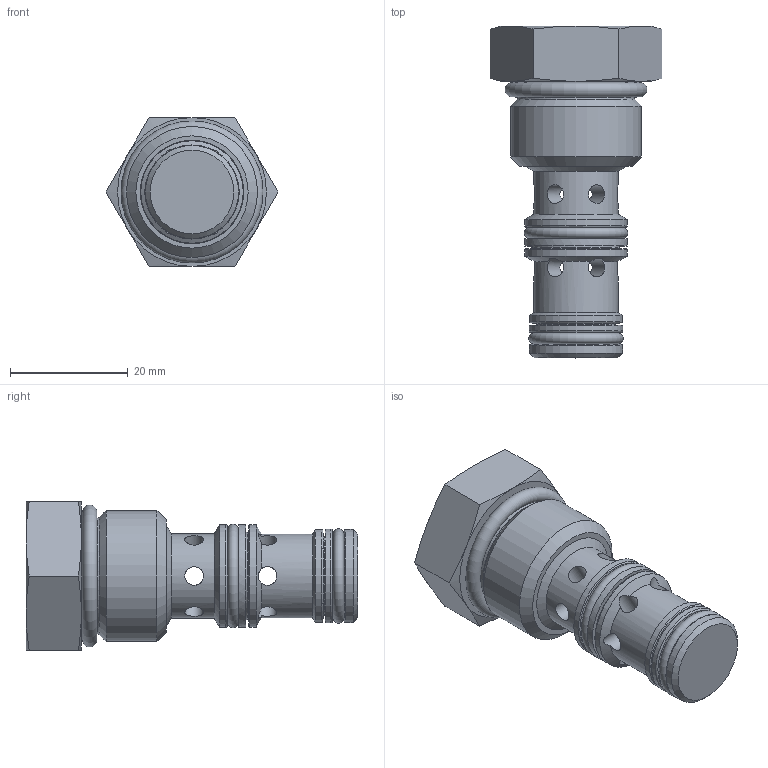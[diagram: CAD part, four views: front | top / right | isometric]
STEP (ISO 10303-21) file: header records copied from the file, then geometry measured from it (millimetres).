
FILE_DESCRIPTION((''),'2;1');
FILE_NAME('dpc-100-p-n_10119-70_RH.stp','2012-06-13T14:48:08',('mmartin'),(''),'Autodesk Inventor 2010','Autodesk Inventor 2010','');
FILE_SCHEMA(('AUTOMOTIVE_DESIGN { 1 0 10303 214 1 1 1 1 }'));
Length unit declared in the file: inch
Products named in the file (1): 10119-70_Shrinkwrap
Bounding box: 29.18 x 56.31 x 25.27 mm (x, y, z)
Volume: 16062.7 mm3; surface area: 6115.1 mm2
Topology: 1 solids, 1 shells, 81 faces, 211 edges, 120 vertices
Faces by surface type: cylinder 27, cone 23, plane 15, torus 9, bspline 7
Full cylindrical faces by diameter (mm): 3.175 x12, 13.31 x3, 14.275 x2, 14.884 x1, 15.799 x2, 15.875 x1, 17.386 x2, 19.634 x2, 22.225 x1
Entity records: 2713 total; most frequent: CARTESIAN_POINT 1083, DIRECTION 322, ORIENTED_EDGE 266, AXIS2_PLACEMENT_3D 156, EDGE_LOOP 144, EDGE_CURVE 133, VERTEX_POINT 97, FACE_OUTER_BOUND 81
